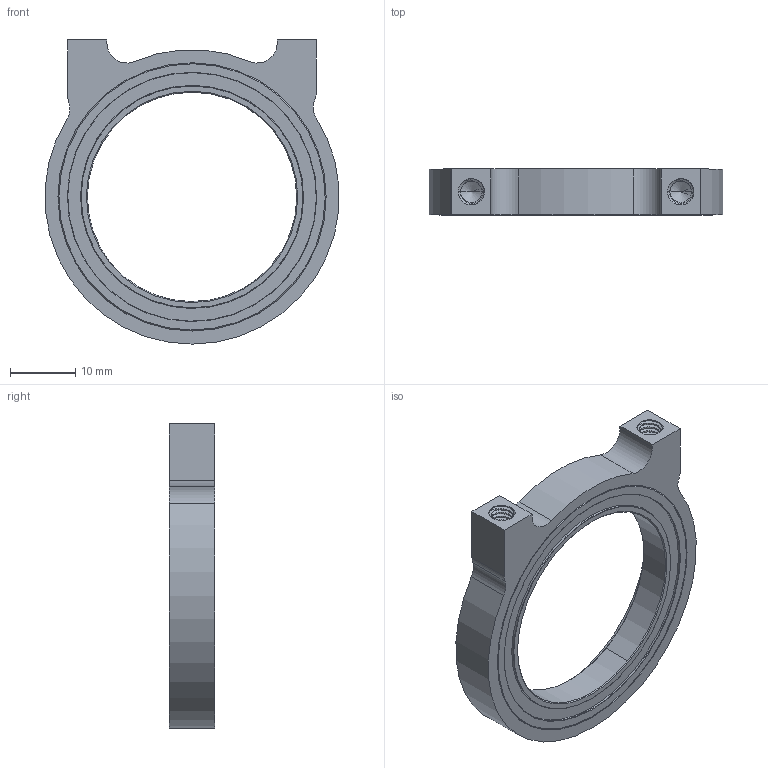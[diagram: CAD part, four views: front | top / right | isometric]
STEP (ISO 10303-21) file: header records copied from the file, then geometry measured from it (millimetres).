
FILE_DESCRIPTION (( 'STEP AP203' ), '1' );
FILE_NAME ('1602-0032-0032 assembly.STEP', '2018-02-09T22:54:16', ( '' ), ( '' ), 'SwSTEP 2.0', 'SolidWorks 2016', '' );
FILE_SCHEMA (( 'CONFIG_CONTROL_DESIGN' ));
Length unit declared in the file: inch
Products named in the file (3): 1602-0032-0032; 1602-0032-0032 assembly; 1601-0039-00032
Assembly tree (2 placements, depth 2):
  1602-0032-0032 assembly
    1602-0032-0032
    1601-0039-00032
Bounding box: 44.9 x 7 x 46.5 mm (x, y, z)
Volume: 5368.4 mm3; surface area: 5979.1 mm2
Topology: 2 solids, 2 shells, 157 faces, 405 edges, 260 vertices
Faces by surface type: cylinder 105, cone 26, plane 22, bspline 4
Entity records: 10138 total; most frequent: CARTESIAN_POINT 6371, ORIENTED_EDGE 802, DIRECTION 673, EDGE_CURVE 401, AXIS2_PLACEMENT_3D 264, VERTEX_POINT 260, EDGE_LOOP 173, FACE_OUTER_BOUND 157
